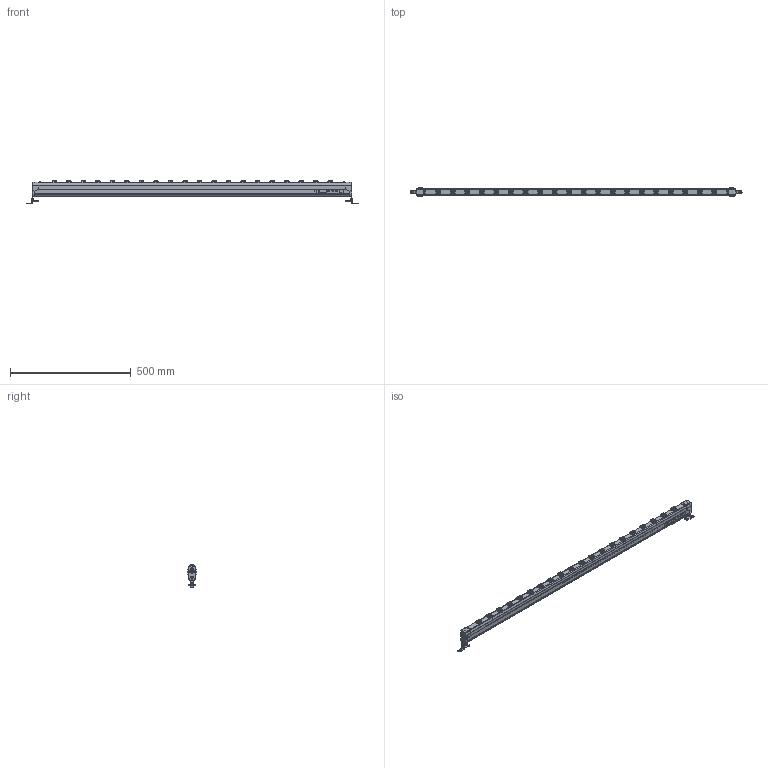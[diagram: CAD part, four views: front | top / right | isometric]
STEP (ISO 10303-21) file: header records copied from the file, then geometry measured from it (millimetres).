
FILE_DESCRIPTION((''),'2;1');
FILE_NAME('132X_ASM_ASM','2022-11-14T08:17:00',('KESD'),(''),'CREO PARAMETRIC BY PTC INC, 2019471','CREO PARAMETRIC BY PTC INC, 2019471','');
FILE_SCHEMA(('CONFIG_CONTROL_DESIGN'));
Length unit declared in the file: inch
Products named in the file (15): 132X-1_1; 132X-3_1; 132X-4_4; 132X-8_1; 132X-9_1; 132X-10_1; 132X0001_ASM_1_ASM; 132X-15_1; 132X-17_1; 132X-18_1; 132X-19_1; 132X-20_1; 132X-21_1; 132X_ASM_8_ASM; 132X_ASM_ASM
Assembly tree (29 placements, depth 4):
  132X_ASM_ASM
    132X_ASM_8_ASM
      132X-1_1
      132X-3_1
      132X-4_4
      132X0001_ASM_1_ASM  x5
        132X-8_1
        132X-9_1
        132X-10_1
      132X-15_1  x2
      132X-17_1
      132X-18_1
      132X-19_1
      132X-20_1
      132X-21_1  x2
Bounding box: 1372 x 33.4 x 98.91 mm (x, y, z)
Volume: 2850641.8 mm3; surface area: 529454.4 mm2
Topology: 71 solids, 71 shells, 6510 faces, 16034 edges, 9799 vertices
Faces by surface type: bspline 2800, plane 1730, extrusion 754, cone 564, cylinder 498, revolution 160, torus 4
Entity records: 45475 total; most frequent: CARTESIAN_POINT 15492, ORIENTED_EDGE 6358, DIRECTION 5692, EDGE_CURVE 3179, VERTEX_POINT 2046, VECTOR 1902, AXIS2_PLACEMENT_3D 1891, LINE 1832
